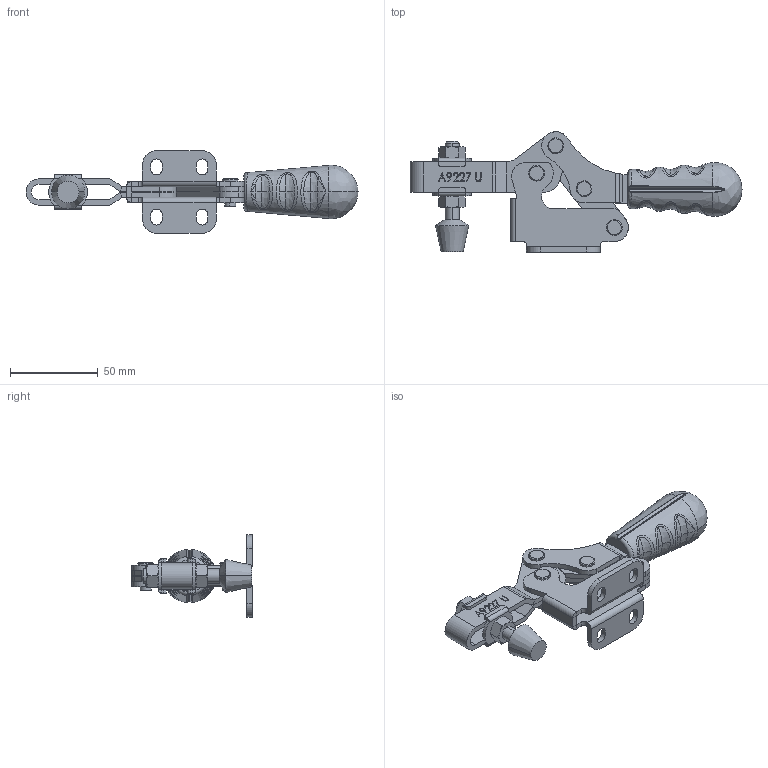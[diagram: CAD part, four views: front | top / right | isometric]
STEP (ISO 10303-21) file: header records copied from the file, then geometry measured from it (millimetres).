
FILE_DESCRIPTION (( 'STEP AP214' ), '1' );
FILE_NAME ('A9227U(AMF-22502-B).STEP', '2024-01-03T02:43:37', ( 'D2' ), ( '' ), 'SwSTEP 2.0', 'SolidWorks 2016', '' );
FILE_SCHEMA (( 'AUTOMOTIVE_DESIGN' ));
Length unit declared in the file: millimetre
Products named in the file (14): 4102327; 組合件6; A9227U Link; A9227U 手把組合; A-3-6; 鏡射A9227U 手把; A9227U 手把; A9227U 壓把; A9227U 底座; A9227U(AMF-22502-B); FC-086312+FW-516; hexagon nut_2_jis_JIS B 1181 Hexagon nut - Class 2 Finished M8 --N; 5100516 (FW-516); FCMM_FC-086312
Assembly tree (19 placements, depth 3):
  A9227U(AMF-22502-B)
    A9227U 底座
    A9227U 壓把
    A9227U 手把組合
      A9227U 手把
      鏡射A9227U 手把
      A-3-6
    組合件6
      A9227U Link  x2
    4102327  x4
    FC-086312+FW-516
      FCMM_FC-086312
      5100516 (FW-516)  x2
      hexagon nut_2_jis_JIS B 1181 Hexagon nut - Class 2 Finished M8 --N  x2
Bounding box: 189.07 x 68.53 x 47 mm (x, y, z)
Volume: 80051.1 mm3; surface area: 51153.8 mm2
Topology: 17 solids, 17 shells, 568 faces, 1380 edges, 855 vertices
Faces by surface type: plane 233, cylinder 181, bspline 100, cone 48, torus 6
Entity records: 23486 total; most frequent: CARTESIAN_POINT 12111, ORIENTED_EDGE 2306, DIRECTION 2081, EDGE_CURVE 1153, AXIS2_PLACEMENT_3D 753, VERTEX_POINT 721, VECTOR 575, LINE 575
